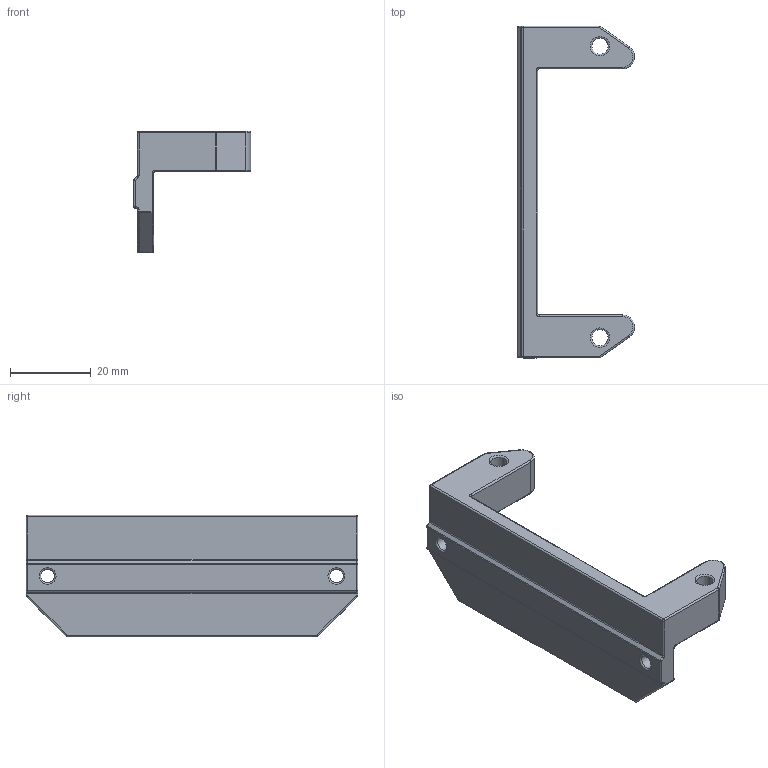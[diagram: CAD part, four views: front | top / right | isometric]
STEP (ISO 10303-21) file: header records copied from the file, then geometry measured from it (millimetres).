
FILE_DESCRIPTION(/* description */ (''),/* implementation_level */ '2;1');
FILE_NAME(/* name */ 'B-IEC_Power_Inliet_Bracket-T.stp',/* time_stamp */ '2020-10-15T15:40:59-07:00',/* author */ (''),/* organization */ (''),/* preprocessor_version */ 'ST-DEVELOPER v18.1',/* originating_system */ 'Autodesk Translation Framework v9.3.0.1241',/* authorisation */ '');
FILE_SCHEMA (('AUTOMOTIVE_DESIGN { 1 0 10303 214 3 1 1 }'));
Length unit declared in the file: millimetre
Products named in the file (1): FusionComponent
Bounding box: 28.95 x 82 x 30 mm (x, y, z)
Volume: 14205.8 mm3; surface area: 7562.6 mm2
Topology: 1 solids, 1 shells, 104 faces, 230 edges, 128 vertices
Faces by surface type: cylinder 50, torus 22, plane 18, sphere 14
Full cylindrical faces by diameter (mm): 3.4 x2, 4 x2
Entity records: 2894 total; most frequent: DIRECTION 572, CARTESIAN_POINT 463, ORIENTED_EDGE 460, AXIS2_PLACEMENT_3D 237, EDGE_CURVE 230, CIRCLE 128, VERTEX_POINT 128, EDGE_LOOP 112
